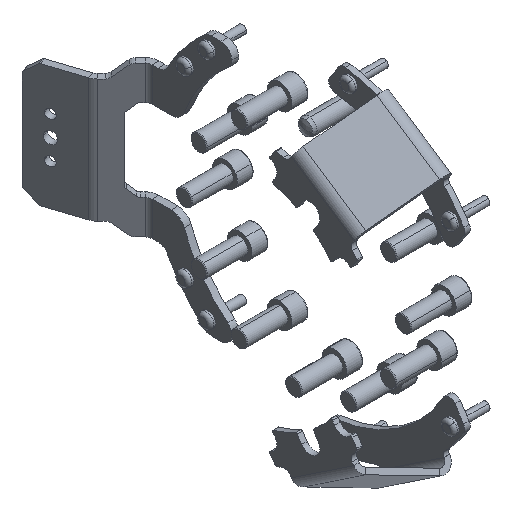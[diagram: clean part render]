
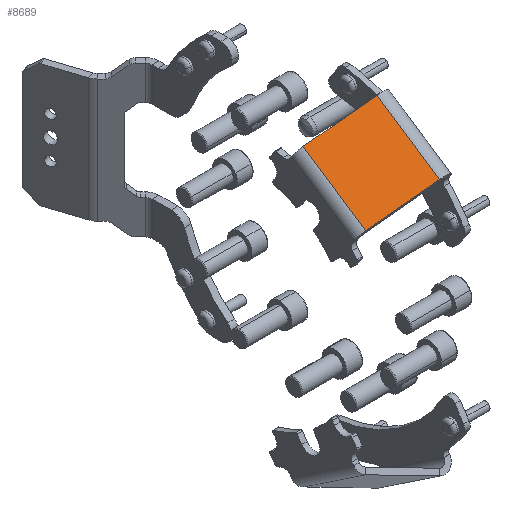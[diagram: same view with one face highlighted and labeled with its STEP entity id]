
A CAD part, isometric view. The second image highlights one B-rep face of the part: STEP entity #8689.
In plain terms, the highlighted planar face has unit normal (-0.423, -0.503, 0.754).
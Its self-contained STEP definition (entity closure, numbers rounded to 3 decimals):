
#66 = CARTESIAN_POINT ( 'NONE',  ( -46.481, -38.923, 107.752 ) ) ;
#349 = LINE ( 'NONE', #10496, #8734 ) ;
#359 = VERTEX_POINT ( 'NONE', #66 ) ;
#401 = EDGE_CURVE ( 'NONE', #899, #1300, #2460, .T. ) ;
#899 = VERTEX_POINT ( 'NONE', #14094 ) ;
#1161 = ORIENTED_EDGE ( 'NONE', *, *, #13388, .T. ) ;
#1284 = ORIENTED_EDGE ( 'NONE', *, *, #401, .F. ) ;
#1300 = VERTEX_POINT ( 'NONE', #11256 ) ;
#1988 = LINE ( 'NONE', #4461, #12557 ) ;
#2460 = LINE ( 'NONE', #3585, #10810 ) ;
#2535 = VERTEX_POINT ( 'NONE', #13237 ) ;
#2592 = CARTESIAN_POINT ( 'NONE',  ( 69.806, -114.78, 122.282 ) ) ;
#2845 = DIRECTION ( 'NONE',  ( -0.423, -0.504, 0.754 ) ) ;
#3585 = CARTESIAN_POINT ( 'NONE',  ( -3.481, -27.198, 139.702 ) ) ;
#4130 = EDGE_CURVE ( 'NONE', #359, #899, #1988, .T. ) ;
#4461 = CARTESIAN_POINT ( 'NONE',  ( 7.9, -53.012, 128.836 ) ) ;
#4795 = DIRECTION ( 'NONE',  ( 0.906, -0.235, 0.351 ) ) ;
#5172 = ORIENTED_EDGE ( 'NONE', *, *, #4130, .F. ) ;
#8275 = ORIENTED_EDGE ( 'NONE', *, *, #13587, .T. ) ;
#8312 = CARTESIAN_POINT ( 'NONE',  ( 7.9, -30.146, 144.115 ) ) ;
#8565 = VECTOR ( 'NONE', #4795, 1000. ) ;
#8689 = ADVANCED_FACE ( 'NONE', ( #10035 ), #11519, .T. ) ;
#8734 = VECTOR ( 'NONE', #12661, 1000. ) ;
#8871 = DIRECTION ( 'NONE',  ( 0.906, -0.235, 0.351 ) ) ;
#9617 = DIRECTION ( 'NONE',  ( 0., -0.831, -0.556 ) ) ;
#10035 = FACE_OUTER_BOUND ( 'NONE', #11907, .T. ) ;
#10476 = DIRECTION ( 'NONE',  ( 0.906, -0.235, 0.351 ) ) ;
#10496 = CARTESIAN_POINT ( 'NONE',  ( -46.481, -16.058, 123.03 ) ) ;
#10810 = VECTOR ( 'NONE', #9617, 1000. ) ;
#11256 = CARTESIAN_POINT ( 'NONE',  ( -3.481, -95.794, 93.867 ) ) ;
#11519 = PLANE ( 'NONE',  #13060 ) ;
#11907 = EDGE_LOOP ( 'NONE', ( #1284, #5172, #8275, #1161 ) ) ;
#12557 = VECTOR ( 'NONE', #8871, 1000. ) ;
#12661 = DIRECTION ( 'NONE',  ( 0., -0.831, -0.556 ) ) ;
#13060 = AXIS2_PLACEMENT_3D ( 'NONE', #8312, #2845, #10476 ) ;
#13237 = CARTESIAN_POINT ( 'NONE',  ( -46.481, -84.654, 77.195 ) ) ;
#13388 = EDGE_CURVE ( 'NONE', #2535, #1300, #13957, .T. ) ;
#13587 = EDGE_CURVE ( 'NONE', #359, #2535, #349, .T. ) ;
#13957 = LINE ( 'NONE', #2592, #8565 ) ;
#14094 = CARTESIAN_POINT ( 'NONE',  ( -3.481, -50.063, 124.424 ) ) ;
